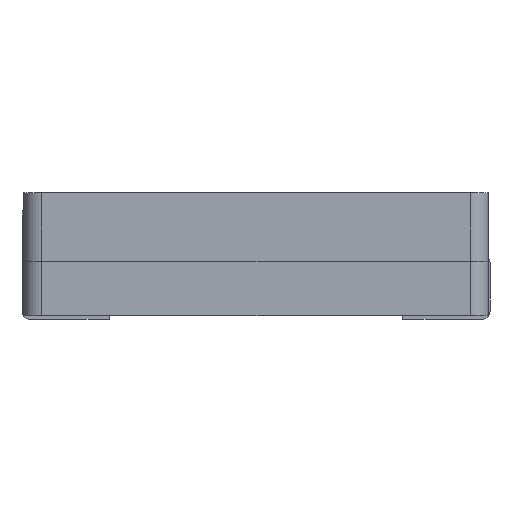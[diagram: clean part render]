
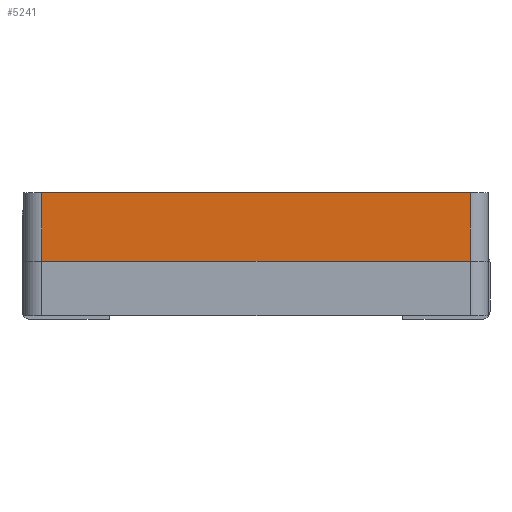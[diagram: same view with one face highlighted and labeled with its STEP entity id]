
A CAD part, left-side view. The second image highlights one B-rep face of the part: STEP entity #5241.
In plain terms, the highlighted planar face has unit normal (-1, 0, 0).
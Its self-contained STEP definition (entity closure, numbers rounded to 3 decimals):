
#549=ORIENTED_EDGE('',*,*,#1673,.T.);
#550=ORIENTED_EDGE('',*,*,#1676,.F.);
#551=ORIENTED_EDGE('',*,*,#1631,.F.);
#552=ORIENTED_EDGE('',*,*,#1688,.T.);
#1631=EDGE_CURVE('',#2212,#2205,#2530,.T.);
#1673=EDGE_CURVE('',#2255,#2254,#2553,.T.);
#1676=EDGE_CURVE('',#2205,#2254,#2555,.T.);
#1688=EDGE_CURVE('',#2212,#2255,#2567,.T.);
#2205=VERTEX_POINT('',#6845);
#2212=VERTEX_POINT('',#6858);
#2254=VERTEX_POINT('',#7071);
#2255=VERTEX_POINT('',#7073);
#2530=LINE('',#6859,#2845);
#2553=LINE('',#7072,#2868);
#2555=LINE('',#7077,#2870);
#2567=LINE('',#7099,#2882);
#2845=VECTOR('',#5732,1000.);
#2868=VECTOR('',#5769,1000.);
#2870=VECTOR('',#5775,1000.);
#2882=VECTOR('',#5799,1000.);
#3169=EDGE_LOOP('',(#549,#550,#551,#552));
#3424=FACE_BOUND('',#3169,.T.);
#3661=PLANE('',#5500);
#5241=ADVANCED_FACE('',(#3424),#3661,.F.);
#5500=AXIS2_PLACEMENT_3D('',#7100,#5800,#5801);
#5732=DIRECTION('',(0.,-1.,0.));
#5769=DIRECTION('',(0.,-1.,0.));
#5775=DIRECTION('',(0.,0.,-1.));
#5799=DIRECTION('',(0.,0.,-1.));
#5800=DIRECTION('',(1.,0.,0.));
#5801=DIRECTION('',(0.,0.,-1.));
#6845=CARTESIAN_POINT('',(-6.4,-5.9,1.9));
#6858=CARTESIAN_POINT('',(-6.4,5.9,1.9));
#6859=CARTESIAN_POINT('',(-6.4,5.9,1.9));
#7071=CARTESIAN_POINT('',(-6.4,-5.9,0.));
#7072=CARTESIAN_POINT('',(-6.4,5.9,0.));
#7073=CARTESIAN_POINT('',(-6.4,5.9,0.));
#7077=CARTESIAN_POINT('',(-6.4,-5.9,1.9));
#7099=CARTESIAN_POINT('',(-6.4,5.9,1.9));
#7100=CARTESIAN_POINT('',(-6.4,5.9,1.9));
